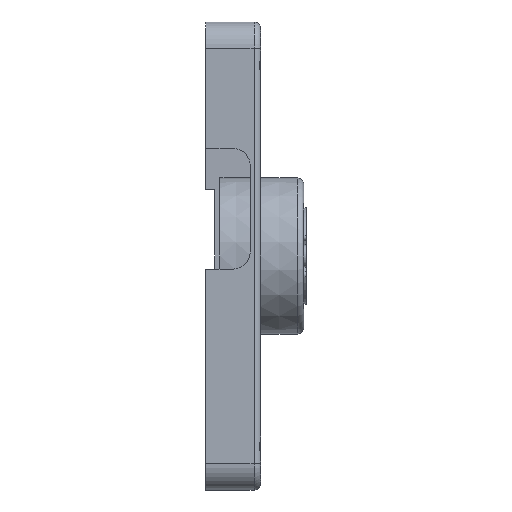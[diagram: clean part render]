
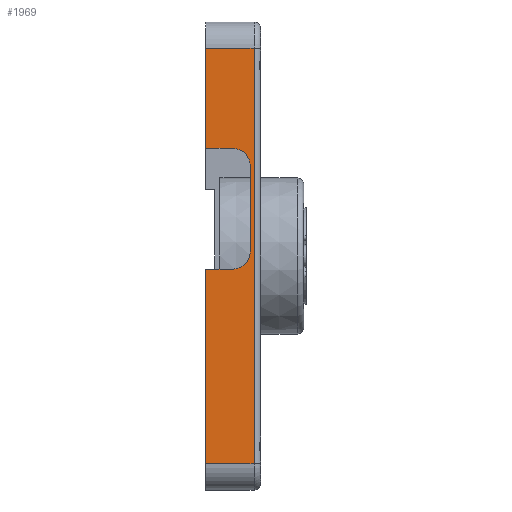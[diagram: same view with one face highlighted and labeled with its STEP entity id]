
A CAD part, left-side view. The second image highlights one B-rep face of the part: STEP entity #1969.
In plain terms, the highlighted planar face has unit normal (-1, 0, 0).
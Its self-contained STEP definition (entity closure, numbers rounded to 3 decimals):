
#19 = PLANE ( 'NONE',  #956 ) ;
#39 = CARTESIAN_POINT ( 'NONE',  ( -27.78, 4.2, 17.85 ) ) ;
#50 = DIRECTION ( 'NONE',  ( 1., 0., 0. ) ) ;
#122 = CARTESIAN_POINT ( 'NONE',  ( -27.78, 0.79, 6.892 ) ) ;
#178 = VERTEX_POINT ( 'NONE', #2536 ) ;
#206 = ORIENTED_EDGE ( 'NONE', *, *, #2608, .F. ) ;
#210 = VERTEX_POINT ( 'NONE', #684 ) ;
#219 = CARTESIAN_POINT ( 'NONE',  ( -27.78, 2.09, 0.308 ) ) ;
#254 = EDGE_CURVE ( 'NONE', #1976, #1970, #1855, .T. ) ;
#344 = VECTOR ( 'NONE', #3209, 1000. ) ;
#497 = CARTESIAN_POINT ( 'NONE',  ( -27.78, 4.2, 8.23 ) ) ;
#518 = DIRECTION ( 'NONE',  ( 0., 0., 1. ) ) ;
#529 = CARTESIAN_POINT ( 'NONE',  ( -27.78, 4.2, -1.03 ) ) ;
#605 = DIRECTION ( 'NONE',  ( 0., 0., 1. ) ) ;
#619 = VECTOR ( 'NONE', #605, 1000. ) ;
#684 = CARTESIAN_POINT ( 'NONE',  ( -27.78, 0.5, -15.85 ) ) ;
#719 = VECTOR ( 'NONE', #2930, 1000. ) ;
#750 = DIRECTION ( 'NONE',  ( 1., 0., 0. ) ) ;
#766 = LINE ( 'NONE', #39, #344 ) ;
#807 = ORIENTED_EDGE ( 'NONE', *, *, #2509, .T. ) ;
#810 = EDGE_CURVE ( 'NONE', #1299, #3359, #1684, .T. ) ;
#826 = CARTESIAN_POINT ( 'NONE',  ( -27.78, 4.2, -15.85 ) ) ;
#841 = VECTOR ( 'NONE', #943, 1000. ) ;
#916 = CARTESIAN_POINT ( 'NONE',  ( -27.78, 4.2, 15.85 ) ) ;
#927 = LINE ( 'NONE', #826, #1888 ) ;
#943 = DIRECTION ( 'NONE',  ( 0., 0., 1. ) ) ;
#956 = AXIS2_PLACEMENT_3D ( 'NONE', #1315, #750, #2146 ) ;
#986 = DIRECTION ( 'NONE',  ( 1., 0., 0. ) ) ;
#1018 = EDGE_CURVE ( 'NONE', #178, #1970, #3048, .T. ) ;
#1026 = CARTESIAN_POINT ( 'NONE',  ( -27.78, 2.067, -0.992 ) ) ;
#1072 = ORIENTED_EDGE ( 'NONE', *, *, #2079, .T. ) ;
#1113 = CARTESIAN_POINT ( 'NONE',  ( -27.78, 0.79, -0.97 ) ) ;
#1155 = ORIENTED_EDGE ( 'NONE', *, *, #2862, .F. ) ;
#1275 = DIRECTION ( 'NONE',  ( 0., 0., -1. ) ) ;
#1299 = VERTEX_POINT ( 'NONE', #1727 ) ;
#1315 = CARTESIAN_POINT ( 'NONE',  ( -27.78, 4.2, 17.85 ) ) ;
#1330 = ORIENTED_EDGE ( 'NONE', *, *, #810, .T. ) ;
#1398 = ORIENTED_EDGE ( 'NONE', *, *, #2571, .T. ) ;
#1451 = VECTOR ( 'NONE', #1519, 1000. ) ;
#1485 = EDGE_CURVE ( 'NONE', #3299, #3359, #2622, .T. ) ;
#1511 = CIRCLE ( 'NONE', #2829, 1.3 ) ;
#1519 = DIRECTION ( 'NONE',  ( 0., 1., 0.017 ) ) ;
#1527 = EDGE_CURVE ( 'NONE', #2439, #1976, #766, .T. ) ;
#1627 = CARTESIAN_POINT ( 'NONE',  ( -27.78, 0.5, 15.85 ) ) ;
#1629 = ORIENTED_EDGE ( 'NONE', *, *, #1527, .F. ) ;
#1631 = CARTESIAN_POINT ( 'NONE',  ( -27.78, 2.09, 6.892 ) ) ;
#1666 = VECTOR ( 'NONE', #3013, 1000. ) ;
#1684 = LINE ( 'NONE', #916, #1666 ) ;
#1687 = DIRECTION ( 'NONE',  ( 0., 0., -1. ) ) ;
#1727 = CARTESIAN_POINT ( 'NONE',  ( -27.78, 0.5, 15.85 ) ) ;
#1855 = LINE ( 'NONE', #2355, #719 ) ;
#1864 = CARTESIAN_POINT ( 'NONE',  ( -27.78, 4.2, -15.85 ) ) ;
#1888 = VECTOR ( 'NONE', #2417, 1000. ) ;
#1940 = AXIS2_PLACEMENT_3D ( 'NONE', #219, #986, #1275 ) ;
#1969 = ADVANCED_FACE ( 'NONE', ( #2092 ), #19, .F. ) ;
#1970 = VERTEX_POINT ( 'NONE', #1026 ) ;
#1976 = VERTEX_POINT ( 'NONE', #529 ) ;
#2036 = LINE ( 'NONE', #3092, #1451 ) ;
#2042 = VERTEX_POINT ( 'NONE', #122 ) ;
#2076 = VERTEX_POINT ( 'NONE', #2420 ) ;
#2079 = EDGE_CURVE ( 'NONE', #2076, #2042, #1511, .T. ) ;
#2092 = FACE_OUTER_BOUND ( 'NONE', #2531, .T. ) ;
#2146 = DIRECTION ( 'NONE',  ( 0., 0., -1. ) ) ;
#2355 = CARTESIAN_POINT ( 'NONE',  ( -27.78, 0.79, -0.97 ) ) ;
#2417 = DIRECTION ( 'NONE',  ( 0., -1., 0. ) ) ;
#2420 = CARTESIAN_POINT ( 'NONE',  ( -27.78, 2.067, 8.192 ) ) ;
#2426 = LINE ( 'NONE', #1113, #619 ) ;
#2439 = VERTEX_POINT ( 'NONE', #1864 ) ;
#2509 = EDGE_CURVE ( 'NONE', #210, #1299, #3201, .T. ) ;
#2531 = EDGE_LOOP ( 'NONE', ( #1398, #807, #1330, #2955, #206, #1072, #1155, #2532, #2727, #1629 ) ) ;
#2532 = ORIENTED_EDGE ( 'NONE', *, *, #1018, .T. ) ;
#2536 = CARTESIAN_POINT ( 'NONE',  ( -27.78, 0.79, 0.308 ) ) ;
#2561 = VECTOR ( 'NONE', #518, 1000. ) ;
#2571 = EDGE_CURVE ( 'NONE', #2439, #210, #927, .T. ) ;
#2608 = EDGE_CURVE ( 'NONE', #2076, #3299, #2036, .T. ) ;
#2622 = LINE ( 'NONE', #2916, #2561 ) ;
#2727 = ORIENTED_EDGE ( 'NONE', *, *, #254, .F. ) ;
#2829 = AXIS2_PLACEMENT_3D ( 'NONE', #1631, #50, #1687 ) ;
#2862 = EDGE_CURVE ( 'NONE', #178, #2042, #2426, .T. ) ;
#2916 = CARTESIAN_POINT ( 'NONE',  ( -27.78, 4.2, 17.85 ) ) ;
#2930 = DIRECTION ( 'NONE',  ( 0., -1., 0.017 ) ) ;
#2955 = ORIENTED_EDGE ( 'NONE', *, *, #1485, .F. ) ;
#3013 = DIRECTION ( 'NONE',  ( 0., 1., 0. ) ) ;
#3018 = CARTESIAN_POINT ( 'NONE',  ( -27.78, 4.2, 15.85 ) ) ;
#3048 = CIRCLE ( 'NONE', #1940, 1.3 ) ;
#3092 = CARTESIAN_POINT ( 'NONE',  ( -27.78, 0.79, 8.17 ) ) ;
#3201 = LINE ( 'NONE', #1627, #841 ) ;
#3209 = DIRECTION ( 'NONE',  ( 0., 0., 1. ) ) ;
#3299 = VERTEX_POINT ( 'NONE', #497 ) ;
#3359 = VERTEX_POINT ( 'NONE', #3018 ) ;
